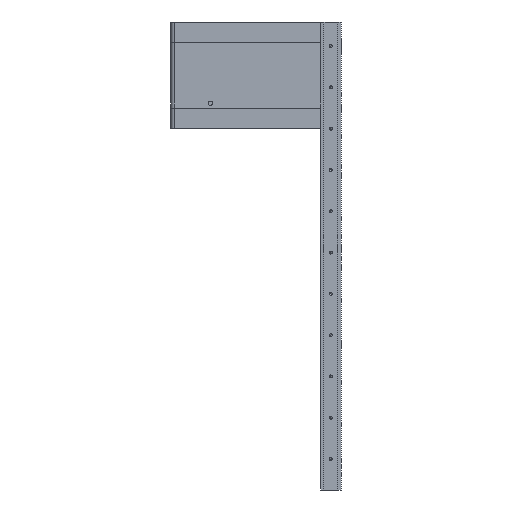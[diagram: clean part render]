
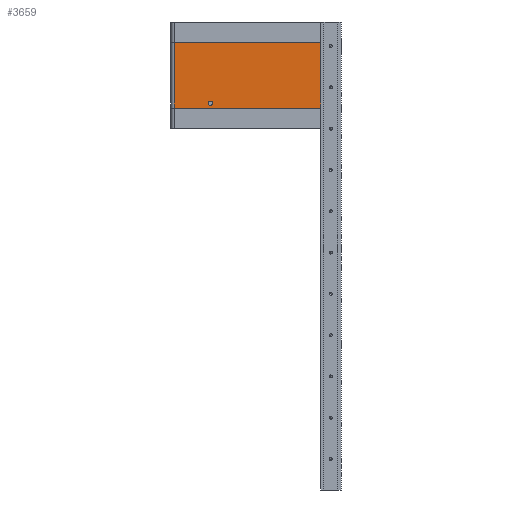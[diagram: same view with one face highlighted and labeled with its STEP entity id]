
A CAD part, left-side view. The second image highlights one B-rep face of the part: STEP entity #3659.
In plain terms, the highlighted planar face has unit normal (-1, 0, 0).
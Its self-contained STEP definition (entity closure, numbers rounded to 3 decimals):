
#77 = PLANE('',#78);
#78 = AXIS2_PLACEMENT_3D('',#79,#80,#81);
#79 = CARTESIAN_POINT('',(-62.5,-155.,0.));
#80 = DIRECTION('',(-1.,0.,0.));
#81 = DIRECTION('',(0.,1.,0.));
#105 = PLANE('',#106);
#106 = AXIS2_PLACEMENT_3D('',#107,#108,#109);
#107 = CARTESIAN_POINT('',(70.,-155.,-185.));
#108 = DIRECTION('',(0.,1.,0.));
#109 = DIRECTION('',(0.,0.,1.));
#914 = VERTEX_POINT('',#915);
#915 = CARTESIAN_POINT('',(-62.5,57.5,30.));
#932 = CYLINDRICAL_SURFACE('',#933,5.);
#933 = AXIS2_PLACEMENT_3D('',#934,#935,#936);
#934 = CARTESIAN_POINT('',(-57.5,57.5,125.));
#935 = DIRECTION('',(0.,0.,-1.));
#936 = DIRECTION('',(-1.,-0.,-0.));
#992 = VERTEX_POINT('',#993);
#993 = CARTESIAN_POINT('',(-62.5,-155.,30.));
#1014 = EDGE_CURVE('',#992,#914,#1015,.T.);
#1015 = SURFACE_CURVE('',#1016,(#1020,#1027),.PCURVE_S1.);
#1016 = LINE('',#1017,#1018);
#1017 = CARTESIAN_POINT('',(-62.5,-155.,30.));
#1018 = VECTOR('',#1019,1.);
#1019 = DIRECTION('',(0.,1.,0.));
#1020 = PCURVE('',#77,#1021);
#1021 = DEFINITIONAL_REPRESENTATION('',(#1022),#1026);
#1022 = LINE('',#1023,#1024);
#1023 = CARTESIAN_POINT('',(0.,-30.));
#1024 = VECTOR('',#1025,1.);
#1025 = DIRECTION('',(1.,0.));
#1026 = ( GEOMETRIC_REPRESENTATION_CONTEXT(2) 
PARAMETRIC_REPRESENTATION_CONTEXT() REPRESENTATION_CONTEXT('2D SPACE',''
  ) );
#1027 = PCURVE('',#1028,#1033);
#1028 = PLANE('',#1029);
#1029 = AXIS2_PLACEMENT_3D('',#1030,#1031,#1032);
#1030 = CARTESIAN_POINT('',(-62.5,-155.,125.));
#1031 = DIRECTION('',(1.,0.,0.));
#1032 = DIRECTION('',(0.,1.,0.));
#1033 = DEFINITIONAL_REPRESENTATION('',(#1034),#1038);
#1034 = LINE('',#1035,#1036);
#1035 = CARTESIAN_POINT('',(0.,-95.));
#1036 = VECTOR('',#1037,1.);
#1037 = DIRECTION('',(1.,0.));
#1038 = ( GEOMETRIC_REPRESENTATION_CONTEXT(2) 
PARAMETRIC_REPRESENTATION_CONTEXT() REPRESENTATION_CONTEXT('2D SPACE',''
  ) );
#1208 = VERTEX_POINT('',#1209);
#1209 = CARTESIAN_POINT('',(-62.5,-155.,125.));
#1223 = PLANE('',#1224);
#1224 = AXIS2_PLACEMENT_3D('',#1225,#1226,#1227);
#1225 = CARTESIAN_POINT('',(-62.5,-155.,125.));
#1226 = DIRECTION('',(-1.,0.,0.));
#1227 = DIRECTION('',(0.,1.,0.));
#1235 = EDGE_CURVE('',#1208,#992,#1236,.T.);
#1236 = SURFACE_CURVE('',#1237,(#1241,#1248),.PCURVE_S1.);
#1237 = LINE('',#1238,#1239);
#1238 = CARTESIAN_POINT('',(-62.5,-155.,125.));
#1239 = VECTOR('',#1240,1.);
#1240 = DIRECTION('',(0.,0.,-1.));
#1241 = PCURVE('',#105,#1242);
#1242 = DEFINITIONAL_REPRESENTATION('',(#1243),#1247);
#1243 = LINE('',#1244,#1245);
#1244 = CARTESIAN_POINT('',(310.,-132.5));
#1245 = VECTOR('',#1246,1.);
#1246 = DIRECTION('',(-1.,0.));
#1247 = ( GEOMETRIC_REPRESENTATION_CONTEXT(2) 
PARAMETRIC_REPRESENTATION_CONTEXT() REPRESENTATION_CONTEXT('2D SPACE',''
  ) );
#1248 = PCURVE('',#1028,#1249);
#1249 = DEFINITIONAL_REPRESENTATION('',(#1250),#1254);
#1250 = LINE('',#1251,#1252);
#1251 = CARTESIAN_POINT('',(0.,0.));
#1252 = VECTOR('',#1253,1.);
#1253 = DIRECTION('',(0.,-1.));
#1254 = ( GEOMETRIC_REPRESENTATION_CONTEXT(2) 
PARAMETRIC_REPRESENTATION_CONTEXT() REPRESENTATION_CONTEXT('2D SPACE',''
  ) );
#3614 = VERTEX_POINT('',#3615);
#3615 = CARTESIAN_POINT('',(-62.5,57.5,125.));
#3639 = EDGE_CURVE('',#3614,#914,#3640,.T.);
#3640 = SURFACE_CURVE('',#3641,(#3645,#3652),.PCURVE_S1.);
#3641 = LINE('',#3642,#3643);
#3642 = CARTESIAN_POINT('',(-62.5,57.5,125.));
#3643 = VECTOR('',#3644,1.);
#3644 = DIRECTION('',(0.,0.,-1.));
#3645 = PCURVE('',#932,#3646);
#3646 = DEFINITIONAL_REPRESENTATION('',(#3647),#3651);
#3647 = LINE('',#3648,#3649);
#3648 = CARTESIAN_POINT('',(0.,0.));
#3649 = VECTOR('',#3650,1.);
#3650 = DIRECTION('',(0.,1.));
#3651 = ( GEOMETRIC_REPRESENTATION_CONTEXT(2) 
PARAMETRIC_REPRESENTATION_CONTEXT() REPRESENTATION_CONTEXT('2D SPACE',''
  ) );
#3652 = PCURVE('',#1028,#3653);
#3653 = DEFINITIONAL_REPRESENTATION('',(#3654),#3658);
#3654 = LINE('',#3655,#3656);
#3655 = CARTESIAN_POINT('',(212.5,0.));
#3656 = VECTOR('',#3657,1.);
#3657 = DIRECTION('',(0.,-1.));
#3658 = ( GEOMETRIC_REPRESENTATION_CONTEXT(2) 
PARAMETRIC_REPRESENTATION_CONTEXT() REPRESENTATION_CONTEXT('2D SPACE',''
  ) );
#3659 = ADVANCED_FACE('',(#3660,#3686),#1028,.F.);
#3660 = FACE_BOUND('',#3661,.F.);
#3661 = EDGE_LOOP('',(#3662,#3683,#3684,#3685));
#3662 = ORIENTED_EDGE('',*,*,#3663,.F.);
#3663 = EDGE_CURVE('',#1208,#3614,#3664,.T.);
#3664 = SURFACE_CURVE('',#3665,(#3669,#3676),.PCURVE_S1.);
#3665 = LINE('',#3666,#3667);
#3666 = CARTESIAN_POINT('',(-62.5,-155.,125.));
#3667 = VECTOR('',#3668,1.);
#3668 = DIRECTION('',(0.,1.,0.));
#3669 = PCURVE('',#1028,#3670);
#3670 = DEFINITIONAL_REPRESENTATION('',(#3671),#3675);
#3671 = LINE('',#3672,#3673);
#3672 = CARTESIAN_POINT('',(0.,0.));
#3673 = VECTOR('',#3674,1.);
#3674 = DIRECTION('',(1.,0.));
#3675 = ( GEOMETRIC_REPRESENTATION_CONTEXT(2) 
PARAMETRIC_REPRESENTATION_CONTEXT() REPRESENTATION_CONTEXT('2D SPACE',''
  ) );
#3676 = PCURVE('',#1223,#3677);
#3677 = DEFINITIONAL_REPRESENTATION('',(#3678),#3682);
#3678 = LINE('',#3679,#3680);
#3679 = CARTESIAN_POINT('',(0.,0.));
#3680 = VECTOR('',#3681,1.);
#3681 = DIRECTION('',(1.,0.));
#3682 = ( GEOMETRIC_REPRESENTATION_CONTEXT(2) 
PARAMETRIC_REPRESENTATION_CONTEXT() REPRESENTATION_CONTEXT('2D SPACE',''
  ) );
#3683 = ORIENTED_EDGE('',*,*,#1235,.T.);
#3684 = ORIENTED_EDGE('',*,*,#1014,.T.);
#3685 = ORIENTED_EDGE('',*,*,#3639,.F.);
#3686 = FACE_BOUND('',#3687,.F.);
#3687 = EDGE_LOOP('',(#3688));
#3688 = ORIENTED_EDGE('',*,*,#3689,.T.);
#3689 = EDGE_CURVE('',#3690,#3690,#3692,.T.);
#3690 = VERTEX_POINT('',#3691);
#3691 = CARTESIAN_POINT('',(-62.5,1.8,37.));
#3692 = SURFACE_CURVE('',#3693,(#3698,#3709),.PCURVE_S1.);
#3693 = CIRCLE('',#3694,3.2);
#3694 = AXIS2_PLACEMENT_3D('',#3695,#3696,#3697);
#3695 = CARTESIAN_POINT('',(-62.5,5.,37.));
#3696 = DIRECTION('',(-1.,0.,0.));
#3697 = DIRECTION('',(0.,-1.,0.));
#3698 = PCURVE('',#1028,#3699);
#3699 = DEFINITIONAL_REPRESENTATION('',(#3700),#3708);
#3700 = ( BOUNDED_CURVE() B_SPLINE_CURVE(2,(#3701,#3702,#3703,#3704,
#3705,#3706,#3707),.UNSPECIFIED.,.T.,.F.) B_SPLINE_CURVE_WITH_KNOTS((1,2
    ,2,2,2,1),(-2.094,0.,2.094,4.189,
6.283,8.378),.UNSPECIFIED.) CURVE() 
GEOMETRIC_REPRESENTATION_ITEM() RATIONAL_B_SPLINE_CURVE((1.,0.5,1.,0.5,
1.,0.5,1.)) REPRESENTATION_ITEM('') );
#3701 = CARTESIAN_POINT('',(156.8,-88.));
#3702 = CARTESIAN_POINT('',(156.8,-82.457));
#3703 = CARTESIAN_POINT('',(161.6,-85.229));
#3704 = CARTESIAN_POINT('',(166.4,-88.));
#3705 = CARTESIAN_POINT('',(161.6,-90.771));
#3706 = CARTESIAN_POINT('',(156.8,-93.543));
#3707 = CARTESIAN_POINT('',(156.8,-88.));
#3708 = ( GEOMETRIC_REPRESENTATION_CONTEXT(2) 
PARAMETRIC_REPRESENTATION_CONTEXT() REPRESENTATION_CONTEXT('2D SPACE',''
  ) );
#3709 = PCURVE('',#3710,#3715);
#3710 = CYLINDRICAL_SURFACE('',#3711,3.2);
#3711 = AXIS2_PLACEMENT_3D('',#3712,#3713,#3714);
#3712 = CARTESIAN_POINT('',(-62.5,5.,37.));
#3713 = DIRECTION('',(-1.,0.,0.));
#3714 = DIRECTION('',(0.,-1.,0.));
#3715 = DEFINITIONAL_REPRESENTATION('',(#3716),#3720);
#3716 = LINE('',#3717,#3718);
#3717 = CARTESIAN_POINT('',(0.,0.));
#3718 = VECTOR('',#3719,1.);
#3719 = DIRECTION('',(1.,0.));
#3720 = ( GEOMETRIC_REPRESENTATION_CONTEXT(2) 
PARAMETRIC_REPRESENTATION_CONTEXT() REPRESENTATION_CONTEXT('2D SPACE',''
  ) );
